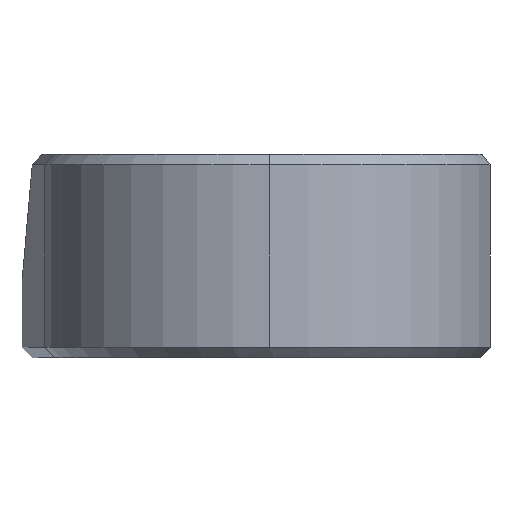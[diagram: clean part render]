
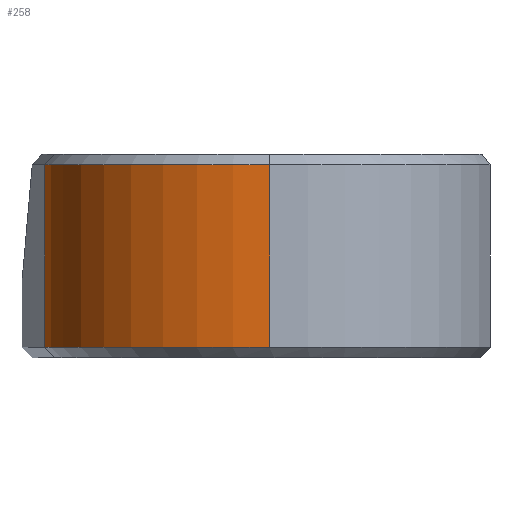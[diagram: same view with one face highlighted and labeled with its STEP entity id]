
A CAD part, left-side view. The second image highlights one B-rep face of the part: STEP entity #258.
In plain terms, the highlighted cylindrical face has radius 36.001 mm (diameter 72.002 mm), a partial arc.
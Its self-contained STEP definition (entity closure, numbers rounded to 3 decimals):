
#217=CARTESIAN_POINT('',(-48.99,0.,25.));
#218=DIRECTION('',(0.,0.,-1.));
#219=DIRECTION('',(-1.,0.,0.));
#220=AXIS2_PLACEMENT_3D('',#217,#218,#219);
#221=CYLINDRICAL_SURFACE('',#220,36.001);
#222=CARTESIAN_POINT('',(-84.991,0.,-5.8));
#223=VERTEX_POINT('',#222);
#224=CARTESIAN_POINT('',(-84.991,0.,23.4));
#225=VERTEX_POINT('',#224);
#226=CARTESIAN_POINT('',(-84.991,0.,-5.8));
#227=DIRECTION('',(-0.,-0.,1.));
#228=VECTOR('',#227,29.2);
#229=LINE('',#226,#228);
#230=EDGE_CURVE('',#223,#225,#229,.T.);
#231=ORIENTED_EDGE('',*,*,#230,.T.);
#232=CARTESIAN_POINT('',(-52.168,35.86,23.4));
#233=VERTEX_POINT('',#232);
#234=CARTESIAN_POINT('',(-48.99,0.,23.4));
#235=DIRECTION('',(-0.,-0.,-1.));
#236=DIRECTION('',(1.,0.,-0.));
#237=AXIS2_PLACEMENT_3D('',#234,#235,#236);
#238=CIRCLE('',#237,36.001);
#239=EDGE_CURVE('',#225,#233,#238,.T.);
#240=ORIENTED_EDGE('',*,*,#239,.T.);
#241=CARTESIAN_POINT('',(-52.168,35.86,-5.8));
#242=VERTEX_POINT('',#241);
#243=CARTESIAN_POINT('',(-52.168,35.86,23.4));
#244=DIRECTION('',(0.,0.,-1.));
#245=VECTOR('',#244,29.2);
#246=LINE('',#243,#245);
#247=EDGE_CURVE('',#233,#242,#246,.T.);
#248=ORIENTED_EDGE('',*,*,#247,.T.);
#249=CARTESIAN_POINT('',(-48.99,0.,-5.8));
#250=DIRECTION('',(-0.,-0.,1.));
#251=DIRECTION('',(-1.,0.,0.));
#252=AXIS2_PLACEMENT_3D('',#249,#250,#251);
#253=CIRCLE('',#252,36.001);
#254=EDGE_CURVE('',#242,#223,#253,.T.);
#255=ORIENTED_EDGE('',*,*,#254,.T.);
#256=EDGE_LOOP('',(#231,#240,#248,#255));
#257=FACE_BOUND('',#256,.T.);
#258=ADVANCED_FACE('',(#257),#221,.T.);
